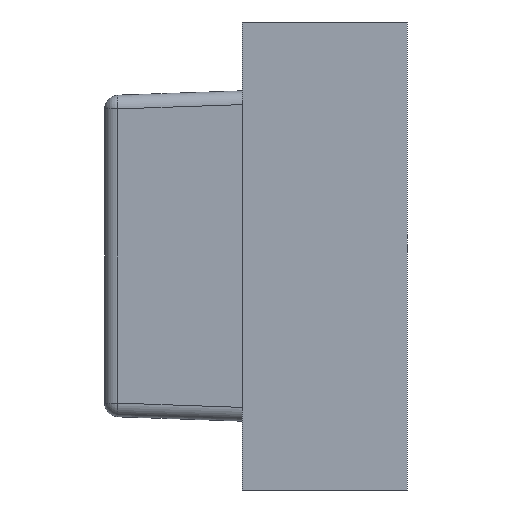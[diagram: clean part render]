
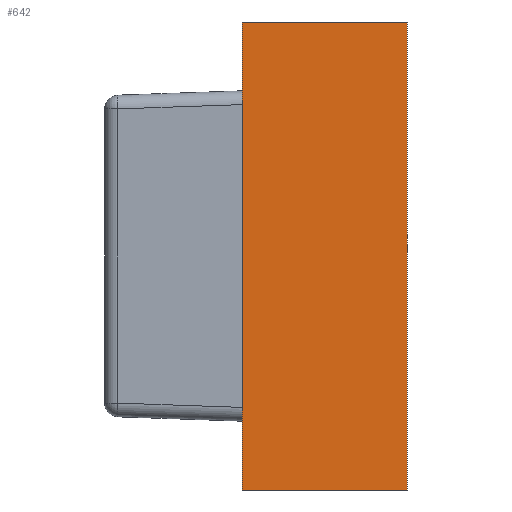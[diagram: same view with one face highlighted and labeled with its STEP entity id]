
A CAD part, left-side view. The second image highlights one B-rep face of the part: STEP entity #642.
In plain terms, the highlighted planar face has unit normal (-1, 0, 0).
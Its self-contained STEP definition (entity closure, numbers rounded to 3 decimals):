
#3 = EDGE_LOOP ( 'NONE', ( #51, #609, #239, #615 ) ) ;
#6 = CARTESIAN_POINT ( 'NONE',  ( -0.3, 0.6, 0.85 ) ) ;
#12 = DIRECTION ( 'NONE',  ( 0., 0., -1. ) ) ;
#38 = CARTESIAN_POINT ( 'NONE',  ( -0.3, 0.6, -0.85 ) ) ;
#51 = ORIENTED_EDGE ( 'NONE', *, *, #197, .F. ) ;
#77 = EDGE_CURVE ( 'NONE', #472, #500, #525, .T. ) ;
#91 = LINE ( 'NONE', #6, #613 ) ;
#95 = AXIS2_PLACEMENT_3D ( 'NONE', #399, #409, #96 ) ;
#96 = DIRECTION ( 'NONE',  ( 0., 0., -1. ) ) ;
#123 = CARTESIAN_POINT ( 'NONE',  ( -0.3, 0.6, 0.85 ) ) ;
#131 = CARTESIAN_POINT ( 'NONE',  ( -0.3, 0.6, 0.85 ) ) ;
#141 = VECTOR ( 'NONE', #12, 1000. ) ;
#149 = VECTOR ( 'NONE', #331, 1000. ) ;
#197 = EDGE_CURVE ( 'NONE', #590, #413, #91, .T. ) ;
#225 = CARTESIAN_POINT ( 'NONE',  ( -0.3, 0., 0.85 ) ) ;
#239 = ORIENTED_EDGE ( 'NONE', *, *, #77, .F. ) ;
#250 = VECTOR ( 'NONE', #338, 1000. ) ;
#278 = PLANE ( 'NONE',  #95 ) ;
#289 = FACE_OUTER_BOUND ( 'NONE', #3, .T. ) ;
#292 = LINE ( 'NONE', #123, #149 ) ;
#326 = EDGE_CURVE ( 'NONE', #413, #472, #463, .T. ) ;
#331 = DIRECTION ( 'NONE',  ( 0., 0., 1. ) ) ;
#338 = DIRECTION ( 'NONE',  ( 0., 1., 0. ) ) ;
#343 = CARTESIAN_POINT ( 'NONE',  ( -0.3, 0.6, -0.85 ) ) ;
#367 = CARTESIAN_POINT ( 'NONE',  ( -0.3, 0., 0.85 ) ) ;
#399 = CARTESIAN_POINT ( 'NONE',  ( -0.3, 0., 0. ) ) ;
#409 = DIRECTION ( 'NONE',  ( 1., 0., 0. ) ) ;
#413 = VERTEX_POINT ( 'NONE', #225 ) ;
#463 = LINE ( 'NONE', #367, #141 ) ;
#472 = VERTEX_POINT ( 'NONE', #592 ) ;
#500 = VERTEX_POINT ( 'NONE', #38 ) ;
#507 = DIRECTION ( 'NONE',  ( 0., -1., 0. ) ) ;
#511 = EDGE_CURVE ( 'NONE', #500, #590, #292, .T. ) ;
#525 = LINE ( 'NONE', #343, #250 ) ;
#590 = VERTEX_POINT ( 'NONE', #131 ) ;
#592 = CARTESIAN_POINT ( 'NONE',  ( -0.3, 0., -0.85 ) ) ;
#609 = ORIENTED_EDGE ( 'NONE', *, *, #511, .F. ) ;
#613 = VECTOR ( 'NONE', #507, 1000. ) ;
#615 = ORIENTED_EDGE ( 'NONE', *, *, #326, .F. ) ;
#642 = ADVANCED_FACE ( 'NONE', ( #289 ), #278, .F. ) ;
